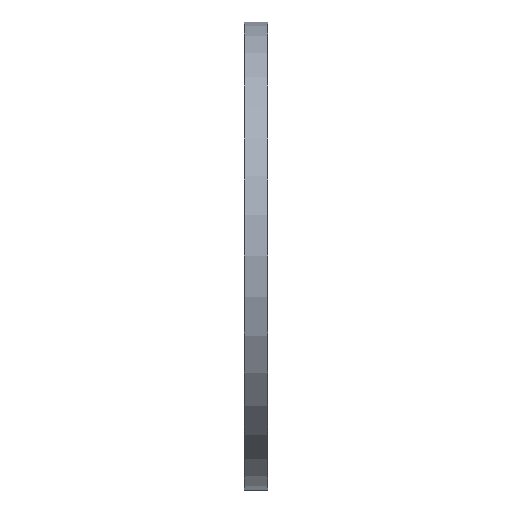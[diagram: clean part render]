
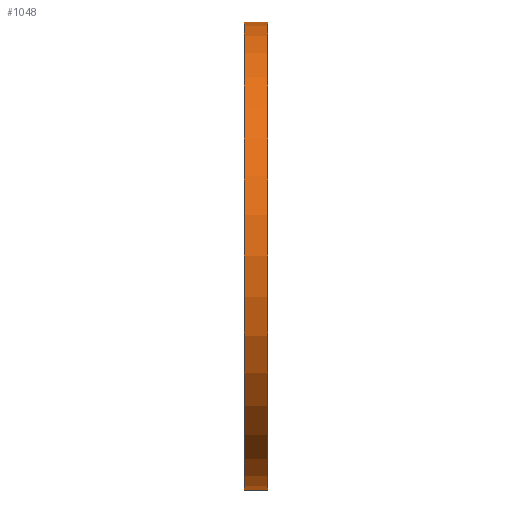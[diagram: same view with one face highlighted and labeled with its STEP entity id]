
A CAD part, left-side view. The second image highlights one B-rep face of the part: STEP entity #1048.
In plain terms, the highlighted cylindrical face has radius 60 mm (diameter 120 mm), a partial arc.
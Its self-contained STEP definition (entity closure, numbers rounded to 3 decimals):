
#174 = CARTESIAN_POINT ( 'NONE',  ( 0., 6., 0. ) ) ;
#401 = ORIENTED_EDGE ( 'NONE', *, *, #3670, .F. ) ;
#506 = VERTEX_POINT ( 'NONE', #12064 ) ;
#1048 = ADVANCED_FACE ( 'NONE', ( #9980 ), #1074, .T. ) ;
#1074 = CYLINDRICAL_SURFACE ( 'NONE', #3539, 60. ) ;
#1230 = DIRECTION ( 'NONE',  ( 0., -1., 0. ) ) ;
#1341 = ORIENTED_EDGE ( 'NONE', *, *, #4861, .F. ) ;
#1424 = VERTEX_POINT ( 'NONE', #10131 ) ;
#2575 = CARTESIAN_POINT ( 'NONE',  ( 0., 0., -60. ) ) ;
#3079 = ORIENTED_EDGE ( 'NONE', *, *, #9085, .T. ) ;
#3117 = CARTESIAN_POINT ( 'NONE',  ( 0., 6., -60. ) ) ;
#3539 = AXIS2_PLACEMENT_3D ( 'NONE', #9709, #1230, #8835 ) ;
#3670 = EDGE_CURVE ( 'NONE', #506, #1424, #6882, .T. ) ;
#3951 = DIRECTION ( 'NONE',  ( 0., 0., 1. ) ) ;
#4047 = AXIS2_PLACEMENT_3D ( 'NONE', #174, #8632, #3951 ) ;
#4051 = VECTOR ( 'NONE', #4291, 1000. ) ;
#4291 = DIRECTION ( 'NONE',  ( 0., -1., 0. ) ) ;
#4861 = EDGE_CURVE ( 'NONE', #6009, #506, #8623, .T. ) ;
#5042 = CARTESIAN_POINT ( 'NONE',  ( 0., 0., 0. ) ) ;
#5347 = CIRCLE ( 'NONE', #5882, 60. ) ;
#5882 = AXIS2_PLACEMENT_3D ( 'NONE', #5042, #6850, #8850 ) ;
#6002 = EDGE_CURVE ( 'NONE', #10141, #1424, #5347, .T. ) ;
#6009 = VERTEX_POINT ( 'NONE', #3117 ) ;
#6152 = CARTESIAN_POINT ( 'NONE',  ( 0., 6., 60. ) ) ;
#6192 = VECTOR ( 'NONE', #11534, 1000. ) ;
#6850 = DIRECTION ( 'NONE',  ( 0., 1., 0. ) ) ;
#6882 = LINE ( 'NONE', #6152, #4051 ) ;
#8479 = EDGE_LOOP ( 'NONE', ( #401, #1341, #3079, #11285 ) ) ;
#8623 = CIRCLE ( 'NONE', #4047, 60. ) ;
#8632 = DIRECTION ( 'NONE',  ( 0., 1., 0. ) ) ;
#8704 = CARTESIAN_POINT ( 'NONE',  ( 0., 6., -60. ) ) ;
#8718 = LINE ( 'NONE', #8704, #6192 ) ;
#8835 = DIRECTION ( 'NONE',  ( 0., 0., -1. ) ) ;
#8850 = DIRECTION ( 'NONE',  ( 0., 0., 1. ) ) ;
#9085 = EDGE_CURVE ( 'NONE', #6009, #10141, #8718, .T. ) ;
#9709 = CARTESIAN_POINT ( 'NONE',  ( 0., 6., 0. ) ) ;
#9980 = FACE_OUTER_BOUND ( 'NONE', #8479, .T. ) ;
#10131 = CARTESIAN_POINT ( 'NONE',  ( 0., 0., 60. ) ) ;
#10141 = VERTEX_POINT ( 'NONE', #2575 ) ;
#11285 = ORIENTED_EDGE ( 'NONE', *, *, #6002, .T. ) ;
#11534 = DIRECTION ( 'NONE',  ( 0., -1., 0. ) ) ;
#12064 = CARTESIAN_POINT ( 'NONE',  ( 0., 6., 60. ) ) ;
